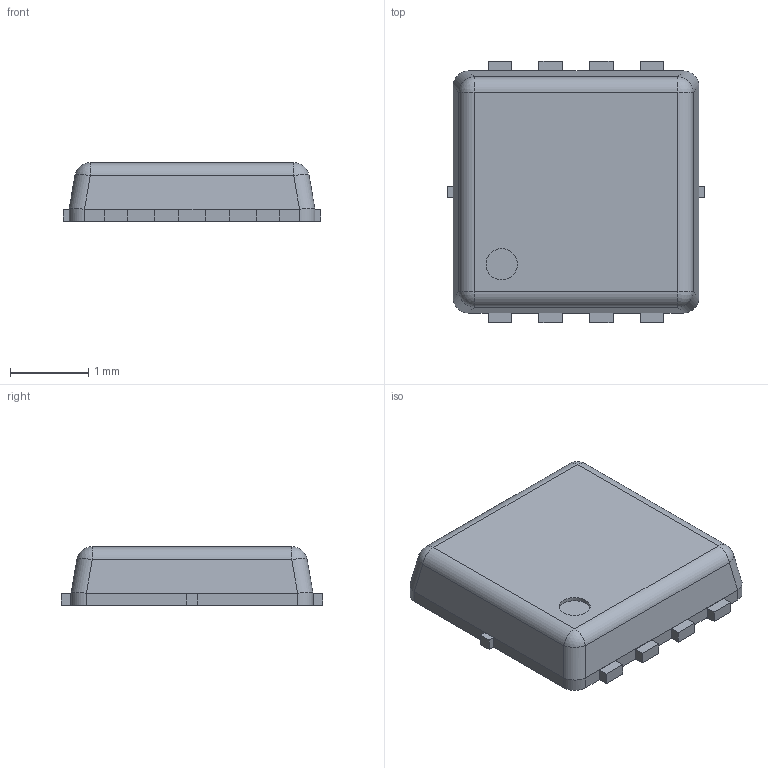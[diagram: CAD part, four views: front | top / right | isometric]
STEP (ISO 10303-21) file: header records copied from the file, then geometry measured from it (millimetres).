
FILE_DESCRIPTION(/* description */ (''),/* implementation_level */ '2;1');
FILE_NAME(/* name */ 'PDFN3.3x3.3.step',/* time_stamp */ '2024-07-13T15:30:21+02:00',/* author */ (''),/* organization */ (''),/* preprocessor_version */ 'ST-DEVELOPER v20',/* originating_system */ 'Autodesk Translation Framework v13.14.0.145',/* authorisation */ '');
FILE_SCHEMA (('AUTOMOTIVE_DESIGN { 1 0 10303 214 3 1 1 }'));
Length unit declared in the file: millimetre
Products named in the file (1): PDFN3333
Bounding box: 3.3 x 3.35 x 0.75 mm (x, y, z)
Volume: 6.9 mm3; surface area: 42.8 mm2
Topology: 6 solids, 6 shells, 142 faces, 375 edges, 246 vertices
Faces by surface type: plane 125, cylinder 13, sphere 4
Full cylindrical faces by diameter (mm): 0.4 x1
Entity records: 4364 total; most frequent: CARTESIAN_POINT 764, ORIENTED_EDGE 750, DIRECTION 691, EDGE_CURVE 375, LINE 345, VECTOR 345, VERTEX_POINT 246, AXIS2_PLACEMENT_3D 173
